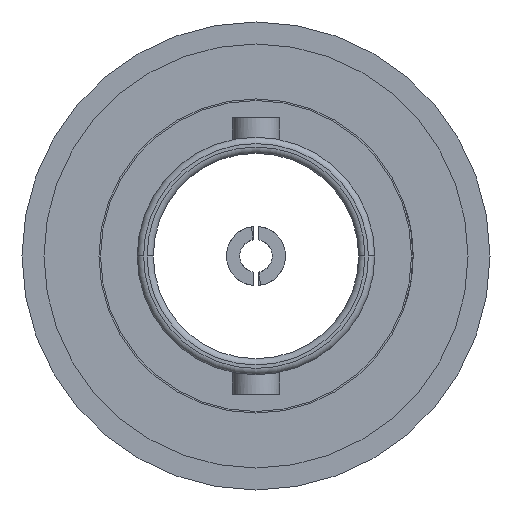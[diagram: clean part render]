
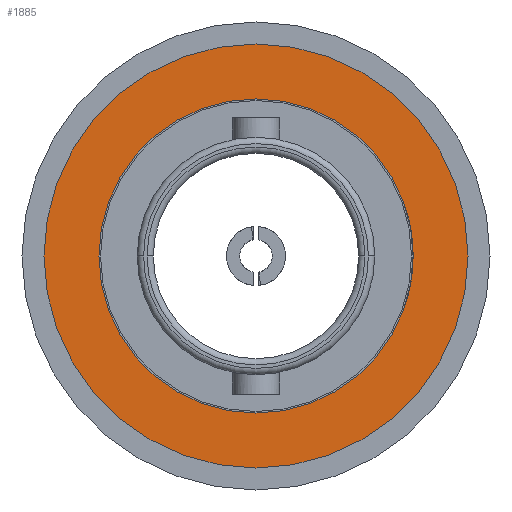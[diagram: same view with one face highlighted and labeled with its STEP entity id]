
A CAD part, left-side view. The second image highlights one B-rep face of the part: STEP entity #1885.
In plain terms, the highlighted planar face has unit normal (-1, 0, 0).
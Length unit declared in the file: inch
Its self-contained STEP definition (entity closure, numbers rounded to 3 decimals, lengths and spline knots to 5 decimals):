
#18 = AXIS2_PLACEMENT_3D ( 'NONE', #36, #35, #34 ) ;
#19 = CIRCLE ( 'NONE', #18, 0.25 ) ;
#34 = DIRECTION ( 'NONE',  ( 0., 0., 1. ) ) ;
#35 = DIRECTION ( 'NONE',  ( -1., 0., 0. ) ) ;
#36 = CARTESIAN_POINT ( 'NONE',  ( -1.74787, 0., 0. ) ) ;
#52 = CARTESIAN_POINT ( 'NONE',  ( -1.74787, 0., 0.25 ) ) ;
#1680 = AXIS2_PLACEMENT_3D ( 'NONE', #1682, #1733, #1723 ) ;
#1681 = CIRCLE ( 'NONE', #1680, 0.3375 ) ;
#1682 = CARTESIAN_POINT ( 'NONE',  ( -1.74787, 0., 0. ) ) ;
#1687 = AXIS2_PLACEMENT_3D ( 'NONE', #1756, #1755, #1754 ) ;
#1688 = CIRCLE ( 'NONE', #1687, 0.25 ) ;
#1712 = DIRECTION ( 'NONE',  ( 0., 0., -1. ) ) ;
#1713 = DIRECTION ( 'NONE',  ( 1., 0., 0. ) ) ;
#1714 = CARTESIAN_POINT ( 'NONE',  ( -1.74787, 0.25, 0. ) ) ;
#1715 = AXIS2_PLACEMENT_3D ( 'NONE', #1714, #1713, #1712 ) ;
#1716 = PLANE ( 'NONE',  #1715 ) ;
#1717 = FACE_OUTER_BOUND ( 'NONE', #1912, .T. ) ;
#1721 = FACE_BOUND ( 'NONE', #1880, .T. ) ;
#1723 = DIRECTION ( 'NONE',  ( 0., 0., 1. ) ) ;
#1733 = DIRECTION ( 'NONE',  ( -1., 0., 0. ) ) ;
#1753 = CARTESIAN_POINT ( 'NONE',  ( -1.74787, 0., -0.25 ) ) ;
#1754 = DIRECTION ( 'NONE',  ( 0., 0., 1. ) ) ;
#1755 = DIRECTION ( 'NONE',  ( -1., 0., 0. ) ) ;
#1756 = CARTESIAN_POINT ( 'NONE',  ( -1.74787, 0., 0. ) ) ;
#1779 = VERTEX_POINT ( 'NONE', #2610 ) ;
#1807 = EDGE_CURVE ( 'NONE', #1779, #1808, #2725, .T. ) ;
#1808 = VERTEX_POINT ( 'NONE', #2720 ) ;
#1820 = ORIENTED_EDGE ( 'NONE', *, *, #1825, .T. ) ;
#1821 = ORIENTED_EDGE ( 'NONE', *, *, #1807, .T. ) ;
#1825 = EDGE_CURVE ( 'NONE', #1808, #1779, #1681, .T. ) ;
#1850 = EDGE_CURVE ( 'NONE', #1929, #1851, #1688, .T. ) ;
#1851 = VERTEX_POINT ( 'NONE', #1753 ) ;
#1880 = EDGE_LOOP ( 'NONE', ( #1881, #1882 ) ) ;
#1881 = ORIENTED_EDGE ( 'NONE', *, *, #1850, .F. ) ;
#1882 = ORIENTED_EDGE ( 'NONE', *, *, #1911, .F. ) ;
#1885 = ADVANCED_FACE ( 'NONE', ( #1721, #1717 ), #1716, .F. ) ;
#1911 = EDGE_CURVE ( 'NONE', #1851, #1929, #19, .T. ) ;
#1912 = EDGE_LOOP ( 'NONE', ( #1820, #1821 ) ) ;
#1929 = VERTEX_POINT ( 'NONE', #52 ) ;
#2610 = CARTESIAN_POINT ( 'NONE',  ( -1.74787, 0., -0.3375 ) ) ;
#2720 = CARTESIAN_POINT ( 'NONE',  ( -1.74787, 0., 0.3375 ) ) ;
#2721 = DIRECTION ( 'NONE',  ( 0., 0., 1. ) ) ;
#2722 = DIRECTION ( 'NONE',  ( -1., 0., 0. ) ) ;
#2723 = CARTESIAN_POINT ( 'NONE',  ( -1.74787, 0., 0. ) ) ;
#2724 = AXIS2_PLACEMENT_3D ( 'NONE', #2723, #2722, #2721 ) ;
#2725 = CIRCLE ( 'NONE', #2724, 0.3375 ) ;
